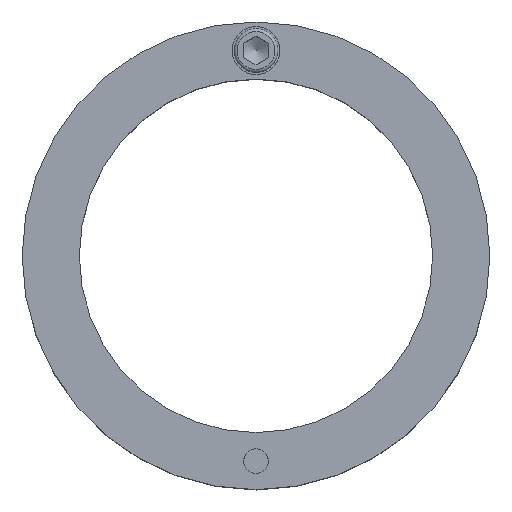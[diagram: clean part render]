
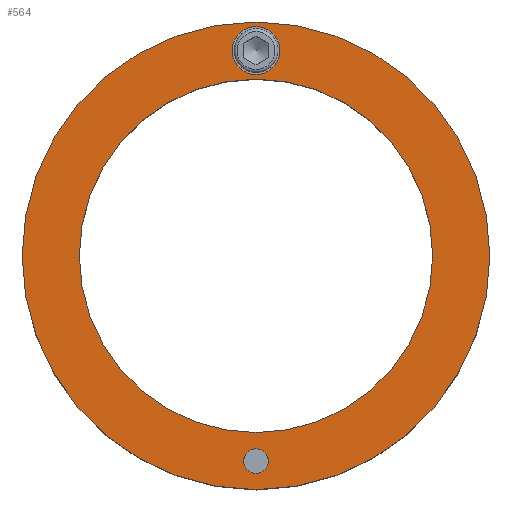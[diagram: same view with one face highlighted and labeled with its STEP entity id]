
A CAD part, top view. The second image highlights one B-rep face of the part: STEP entity #564.
In plain terms, the highlighted planar face has unit normal (0, 0, 1).
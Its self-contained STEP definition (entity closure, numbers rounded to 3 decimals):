
#325=CARTESIAN_POINT('',(5.918,-98.75,82.));
#326=VERTEX_POINT('',#325);
#327=CARTESIAN_POINT('',(0.0,-98.75,82.));
#328=DIRECTION('',(0.0,0.0,-1.0));
#329=DIRECTION('',(1.0,0.0,0.0));
#330=AXIS2_PLACEMENT_3D('',#327,#328,#329);
#331=CIRCLE('',#330,5.918);
#332=EDGE_CURVE('',#326,#326,#331,.T.);
#370=CARTESIAN_POINT('',(11.5,98.75,82.));
#371=VERTEX_POINT('',#370);
#372=CARTESIAN_POINT('',(0.,98.75,82.));
#373=DIRECTION('',(0.0,0.0,-1.0));
#374=DIRECTION('',(1.0,0.0,0.0));
#375=AXIS2_PLACEMENT_3D('',#372,#373,#374);
#376=CIRCLE('',#375,11.5);
#377=EDGE_CURVE('',#371,#371,#376,.T.);
#421=CARTESIAN_POINT('',(85.0,0.,82.));
#422=VERTEX_POINT('',#421);
#423=CARTESIAN_POINT('',(0.0,0.0,82.));
#424=DIRECTION('',(0.0,0.0,-1.0));
#425=DIRECTION('',(-1.0,0.0,0.0));
#426=AXIS2_PLACEMENT_3D('',#423,#424,#425);
#427=CIRCLE('',#426,85.0);
#428=EDGE_CURVE('',#422,#422,#427,.T.);
#515=CARTESIAN_POINT('',(112.5,0.,82.));
#516=VERTEX_POINT('',#515);
#517=CARTESIAN_POINT('',(0.0,0.0,82.));
#518=DIRECTION('',(0.0,0.0,-1.0));
#519=DIRECTION('',(-1.0,0.0,0.0));
#520=AXIS2_PLACEMENT_3D('',#517,#518,#519);
#521=CIRCLE('',#520,112.5);
#522=EDGE_CURVE('',#516,#516,#521,.T.);
#547=CARTESIAN_POINT('',(0.0,0.0,82.));
#548=DIRECTION('',(0.0,0.0,-1.0));
#549=DIRECTION('',(-1.0,0.0,0.0));
#550=AXIS2_PLACEMENT_3D('',#547,#548,#549);
#551=PLANE('',#550);
#552=ORIENTED_EDGE('',*,*,#522,.F.);
#553=EDGE_LOOP('',(#552));
#554=FACE_OUTER_BOUND('',#553,.T.);
#555=ORIENTED_EDGE('',*,*,#332,.T.);
#556=EDGE_LOOP('',(#555));
#557=FACE_BOUND('',#556,.T.);
#558=ORIENTED_EDGE('',*,*,#377,.T.);
#559=EDGE_LOOP('',(#558));
#560=FACE_BOUND('',#559,.T.);
#561=ORIENTED_EDGE('',*,*,#428,.T.);
#562=EDGE_LOOP('',(#561));
#563=FACE_BOUND('',#562,.T.);
#564=ADVANCED_FACE('',(#554,#557,#560,#563),#551,.F.);
